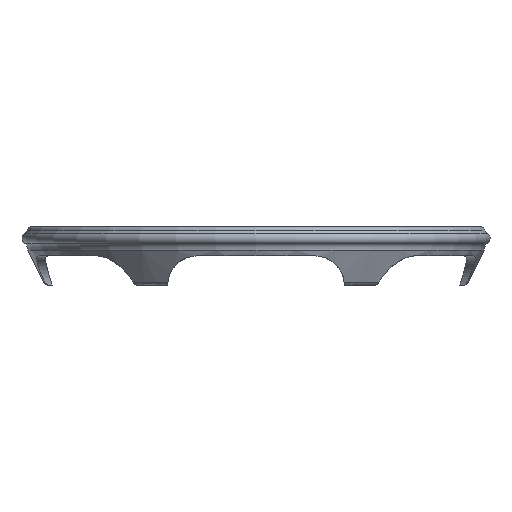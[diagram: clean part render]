
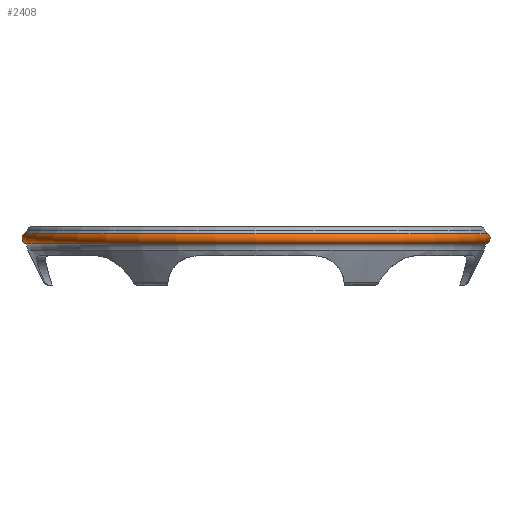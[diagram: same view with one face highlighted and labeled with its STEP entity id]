
A CAD part, front view. The second image highlights one B-rep face of the part: STEP entity #2408.
In plain terms, the highlighted toroidal (fillet/blend) face has major radius 38.75 mm and minor radius 1 mm.
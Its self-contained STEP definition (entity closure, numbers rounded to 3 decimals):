
#4 = ORIENTED_EDGE ( 'NONE', *, *, #1261, .T. ) ;
#82 = AXIS2_PLACEMENT_3D ( 'NONE', #1792, #2002, #2533 ) ;
#202 = EDGE_CURVE ( 'NONE', #1186, #675, #467, .T. ) ;
#208 = CARTESIAN_POINT ( 'NONE',  ( -39.35, 0., 8.8 ) ) ;
#219 = TOROIDAL_SURFACE ( 'NONE', #1303, 38.75, 1. ) ;
#375 = DIRECTION ( 'NONE',  ( 0., 0., 1. ) ) ;
#419 = DIRECTION ( 'NONE',  ( 1., 0., 0. ) ) ;
#467 = CIRCLE ( 'NONE', #82, 1. ) ;
#471 = DIRECTION ( 'NONE',  ( 0., 0., -1. ) ) ;
#578 = CARTESIAN_POINT ( 'NONE',  ( 0., 0., 8. ) ) ;
#612 = CARTESIAN_POINT ( 'NONE',  ( 0., 0., 8.8 ) ) ;
#669 = CIRCLE ( 'NONE', #1465, 39.35 ) ;
#675 = VERTEX_POINT ( 'NONE', #208 ) ;
#709 = CARTESIAN_POINT ( 'NONE',  ( 39.35, 0., 7.2 ) ) ;
#759 = AXIS2_PLACEMENT_3D ( 'NONE', #1556, #2348, #1986 ) ;
#956 = CARTESIAN_POINT ( 'NONE',  ( 39.35, 0., 8.8 ) ) ;
#1011 = DIRECTION ( 'NONE',  ( 0., 0., 1. ) ) ;
#1151 = CIRCLE ( 'NONE', #759, 1. ) ;
#1186 = VERTEX_POINT ( 'NONE', #1404 ) ;
#1261 = EDGE_CURVE ( 'NONE', #2011, #1731, #1151, .T. ) ;
#1286 = AXIS2_PLACEMENT_3D ( 'NONE', #612, #471, #2237 ) ;
#1303 = AXIS2_PLACEMENT_3D ( 'NONE', #578, #1011, #419 ) ;
#1318 = EDGE_CURVE ( 'NONE', #1186, #2011, #669, .T. ) ;
#1321 = FACE_OUTER_BOUND ( 'NONE', #2204, .T. ) ;
#1404 = CARTESIAN_POINT ( 'NONE',  ( -39.35, 0., 7.2 ) ) ;
#1465 = AXIS2_PLACEMENT_3D ( 'NONE', #1548, #375, #2068 ) ;
#1487 = CIRCLE ( 'NONE', #1286, 39.35 ) ;
#1548 = CARTESIAN_POINT ( 'NONE',  ( 0., 0., 7.2 ) ) ;
#1556 = CARTESIAN_POINT ( 'NONE',  ( 38.75, 0., 8. ) ) ;
#1731 = VERTEX_POINT ( 'NONE', #956 ) ;
#1792 = CARTESIAN_POINT ( 'NONE',  ( -38.75, 0., 8. ) ) ;
#1986 = DIRECTION ( 'NONE',  ( 0., 0., -1. ) ) ;
#2002 = DIRECTION ( 'NONE',  ( 0., 1., 0. ) ) ;
#2011 = VERTEX_POINT ( 'NONE', #709 ) ;
#2068 = DIRECTION ( 'NONE',  ( 1., 0., 0. ) ) ;
#2190 = EDGE_CURVE ( 'NONE', #1731, #675, #1487, .T. ) ;
#2204 = EDGE_LOOP ( 'NONE', ( #2476, #2281, #4, #2538 ) ) ;
#2237 = DIRECTION ( 'NONE',  ( -1., 0., 0. ) ) ;
#2281 = ORIENTED_EDGE ( 'NONE', *, *, #1318, .T. ) ;
#2348 = DIRECTION ( 'NONE',  ( 0., -1., 0. ) ) ;
#2408 = ADVANCED_FACE ( 'NONE', ( #1321 ), #219, .T. ) ;
#2476 = ORIENTED_EDGE ( 'NONE', *, *, #202, .F. ) ;
#2533 = DIRECTION ( 'NONE',  ( -1., 0., 0. ) ) ;
#2538 = ORIENTED_EDGE ( 'NONE', *, *, #2190, .T. ) ;
